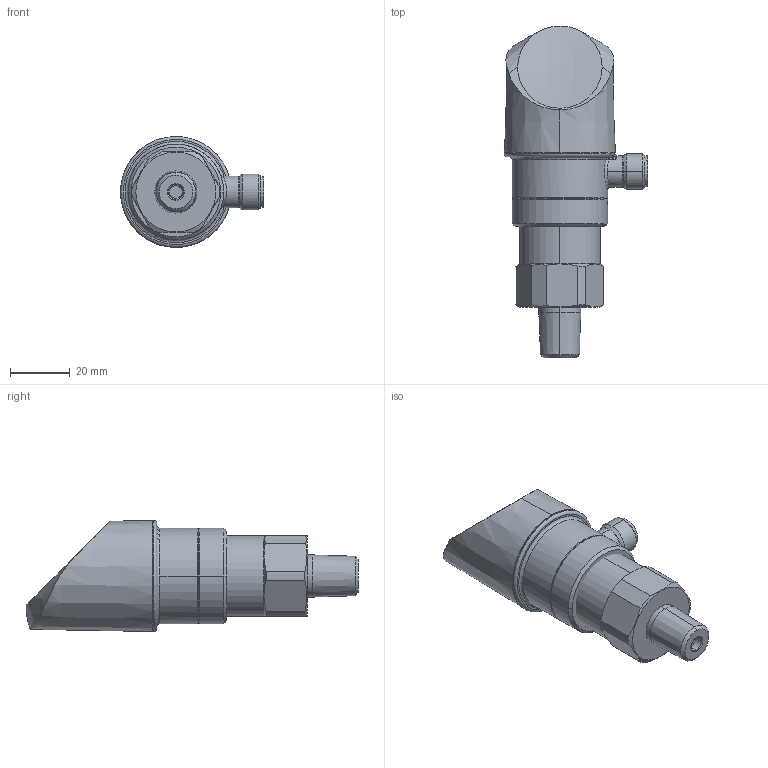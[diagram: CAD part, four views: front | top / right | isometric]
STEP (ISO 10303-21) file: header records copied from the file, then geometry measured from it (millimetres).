
FILE_DESCRIPTION (( 'STEP AP214' ), '1' );
FILE_NAME ('8381.XX.XX.30.35.STEP', '2017-06-27T07:43:36', ( 'upgadmin' ), ( 'Hewlett-Packard Company' ), 'SwSTEP 2.0', 'SolidWorks 2016', '' );
FILE_SCHEMA (( 'AUTOMOTIVE_DESIGN' ));
Length unit declared in the file: millimetre
Products named in the file (5): C29357_30; 8381.XX.XX.30.35; Display-5Pol
Assembly tree (2 placements, depth 2):
  C29357_30
  8381.XX.XX.30.35
    C29357_30
    Display-5Pol
  Display-5Pol
Bounding box: 48 x 111.24 x 37.2 mm (x, y, z)
Volume: 71099.7 mm3; surface area: 15032.1 mm2
Topology: 2 solids, 2 shells, 154 faces, 350 edges, 207 vertices
Faces by surface type: cylinder 51, cone 32, plane 30, torus 22, bspline 17, sphere 2
Entity records: 7777 total; most frequent: CARTESIAN_POINT 3494, DIRECTION 725, ORIENTED_EDGE 692, EDGE_CURVE 346, AXIS2_PLACEMENT_3D 314, VERTEX_POINT 207, CIRCLE 171, EDGE_LOOP 167
